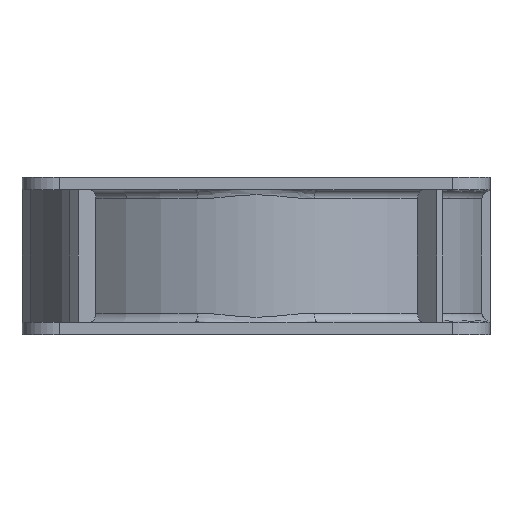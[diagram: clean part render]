
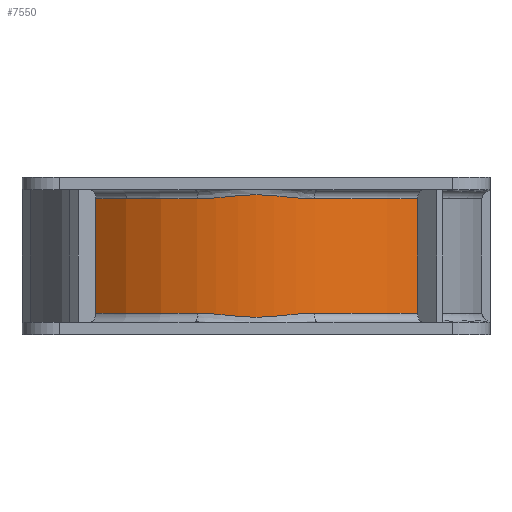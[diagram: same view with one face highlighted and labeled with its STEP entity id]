
A CAD part, left-side view. The second image highlights one B-rep face of the part: STEP entity #7550.
In plain terms, the highlighted cylindrical face has radius 74.5 mm (diameter 149 mm), a partial arc.
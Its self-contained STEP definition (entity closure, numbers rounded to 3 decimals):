
#2307=CARTESIAN_POINT('',(0.,0.,39.6));
#2308=DIRECTION('',(0.,0.,1.));
#2309=DIRECTION('',(-0.725,0.689,0.));
#2310=AXIS2_PLACEMENT_3D('',#2307,#2308,#2309);
#2322=DIRECTION('',(0.,0.,-1.));
#2323=VECTOR('',#2322,36.6);
#2324=CARTESIAN_POINT('',(-54.005,51.32,39.6));
#2325=LINE('',#2324,#2323);
#2326=CARTESIAN_POINT('',(-74.5,0.001,
40.942));
#2327=CARTESIAN_POINT('',(-74.5,0.678,
40.942));
#2328=CARTESIAN_POINT('',(-74.481,1.963,40.912));
#2329=CARTESIAN_POINT('',(-74.418,3.602,40.819));
#2330=CARTESIAN_POINT('',(-74.324,5.208,40.691));
#2331=CARTESIAN_POINT('',(-74.171,7.085,40.51));
#2332=CARTESIAN_POINT('',(-73.943,9.19,40.285));
#2333=CARTESIAN_POINT('',(-73.62,11.49,40.041));
#2334=CARTESIAN_POINT('',(-73.255,13.614,39.842));
#2335=CARTESIAN_POINT('',(-72.881,15.484,39.703));
#2336=CARTESIAN_POINT('',(-72.496,17.191,39.619));
#2337=CARTESIAN_POINT('',(-72.23,18.257,39.6));
#2338=CARTESIAN_POINT('',(-72.097,18.77,39.6));
#2340=CARTESIAN_POINT('',(-72.097,-18.77,
39.6));
#2341=CARTESIAN_POINT('',(-72.229,-18.261,
39.6));
#2342=CARTESIAN_POINT('',(-72.494,-17.198,
39.619));
#2343=CARTESIAN_POINT('',(-72.878,-15.496,
39.703));
#2344=CARTESIAN_POINT('',(-73.257,-13.601,
39.843));
#2345=CARTESIAN_POINT('',(-73.622,-11.477,
40.042));
#2346=CARTESIAN_POINT('',(-73.944,-9.184,
40.285));
#2347=CARTESIAN_POINT('',(-74.179,-7.009,
40.518));
#2348=CARTESIAN_POINT('',(-74.332,-5.098,
40.701));
#2349=CARTESIAN_POINT('',(-74.426,-3.456,
40.829));
#2350=CARTESIAN_POINT('',(-74.485,-1.781,
40.918));
#2351=CARTESIAN_POINT('',(-74.5,-0.601,
40.942));
#2352=CARTESIAN_POINT('',(-74.5,0.001,
40.942));
#2354=DIRECTION('',(0.,0.,1.));
#2355=VECTOR('',#2354,36.6);
#2356=CARTESIAN_POINT('',(-53.591,-51.752,3.));
#2357=LINE('',#2356,#2355);
#2358=CARTESIAN_POINT('',(-74.5,0.,
1.658));
#2359=CARTESIAN_POINT('',(-74.5,-0.681,
1.662));
#2360=CARTESIAN_POINT('',(-74.481,-1.977,
1.687));
#2361=CARTESIAN_POINT('',(-74.415,-3.669,
1.786));
#2362=CARTESIAN_POINT('',(-74.32,-5.262,
1.914));
#2363=CARTESIAN_POINT('',(-74.169,-7.108,
2.093));
#2364=CARTESIAN_POINT('',(-73.941,-9.2,
2.316));
#2365=CARTESIAN_POINT('',(-73.616,-11.519,
2.562));
#2366=CARTESIAN_POINT('',(-73.257,-13.604,
2.757));
#2367=CARTESIAN_POINT('',(-72.878,-15.495,
2.897));
#2368=CARTESIAN_POINT('',(-72.495,-17.195,
2.981));
#2369=CARTESIAN_POINT('',(-72.23,-18.259,
3.));
#2370=CARTESIAN_POINT('',(-72.097,-18.77,
3.));
#2372=CARTESIAN_POINT('',(-72.097,18.77,3.));
#2373=CARTESIAN_POINT('',(-72.228,18.266,3.));
#2374=CARTESIAN_POINT('',(-72.491,17.211,2.981));
#2375=CARTESIAN_POINT('',(-72.88,15.486,2.897));
#2376=CARTESIAN_POINT('',(-73.255,13.613,2.758));
#2377=CARTESIAN_POINT('',(-73.618,11.509,2.561));
#2378=CARTESIAN_POINT('',(-73.955,9.093,2.305));
#2379=CARTESIAN_POINT('',(-74.173,7.057,2.087));
#2380=CARTESIAN_POINT('',(-74.322,5.242,1.912));
#2381=CARTESIAN_POINT('',(-74.414,3.682,1.787));
#2382=CARTESIAN_POINT('',(-74.481,1.987,1.687));
#2383=CARTESIAN_POINT('',(-74.5,0.686,
1.662));
#2384=CARTESIAN_POINT('',(-74.5,0.,
1.658));
#2409=CARTESIAN_POINT('',(-53.591,-51.752,39.6));
#2411=CARTESIAN_POINT('',(0.,0.,39.6));
#2412=DIRECTION('',(0.,0.,1.));
#2413=DIRECTION('',(-0.968,-0.252,0.));
#2414=AXIS2_PLACEMENT_3D('',#2411,#2412,#2413);
#2820=CARTESIAN_POINT('',(0.,0.,3.));
#2821=DIRECTION('',(0.,0.,-1.));
#2822=DIRECTION('',(-0.968,0.252,0.));
#2823=AXIS2_PLACEMENT_3D('',#2820,#2821,#2822);
#2825=CARTESIAN_POINT('',(-53.591,-51.752,3.));
#2845=CARTESIAN_POINT('',(0.,0.,3.));
#2846=DIRECTION('',(0.,0.,-1.));
#2847=DIRECTION('',(-0.719,-0.695,0.));
#2848=AXIS2_PLACEMENT_3D('',#2845,#2846,#2847);
#4795=CARTESIAN_POINT('',(-72.097,18.77,39.6));
#4797=VERTEX_POINT('',#4795);
#4799=CARTESIAN_POINT('',(-72.097,-18.77,39.6));
#4801=VERTEX_POINT('',#4799);
#4803=VERTEX_POINT('',#2409);
#4804=VERTEX_POINT('',#2825);
#4806=CARTESIAN_POINT('',(-72.097,18.77,3.));
#4807=CARTESIAN_POINT('',(-54.005,51.32,3.));
#4808=VERTEX_POINT('',#4806);
#4809=VERTEX_POINT('',#4807);
#4810=VERTEX_POINT('',#2326);
#4811=CARTESIAN_POINT('',(-54.005,51.32,39.6));
#4812=VERTEX_POINT('',#4811);
#4813=VERTEX_POINT('',#2358);
#4814=VERTEX_POINT('',#2370);
#7525=CARTESIAN_POINT('',(0.,0.,42.6));
#7526=DIRECTION('',(0.,0.,-1.));
#7527=DIRECTION('',(-1.,0.,0.));
#7528=AXIS2_PLACEMENT_3D('',#7525,#7526,#7527);
#7529=CYLINDRICAL_SURFACE('',#7528,74.5);
#7530=ORIENTED_EDGE('',*,*,#7518,.F.);
#7531=ORIENTED_EDGE('',*,*,#7506,.T.);
#7533=ORIENTED_EDGE('',*,*,#7532,.F.);
#7535=ORIENTED_EDGE('',*,*,#7534,.F.);
#7537=ORIENTED_EDGE('',*,*,#7536,.T.);
#7539=ORIENTED_EDGE('',*,*,#7538,.F.);
#7541=ORIENTED_EDGE('',*,*,#7540,.T.);
#7543=ORIENTED_EDGE('',*,*,#7542,.F.);
#7545=ORIENTED_EDGE('',*,*,#7544,.F.);
#7547=ORIENTED_EDGE('',*,*,#7546,.T.);
#7548=EDGE_LOOP('',(#7530,#7531,#7533,#7535,#7537,#7539,#7541,#7543,#7545,
#7547));
#7549=FACE_OUTER_BOUND('',#7548,.F.);
#7550=ADVANCED_FACE('',(#7549),#7529,.T.);
#2311=CIRCLE('',#2310,74.5);
#2339=B_SPLINE_CURVE_WITH_KNOTS('',3,(#2326,#2327,#2328,#2329,#2330,#2331,#2332,
#2333,#2334,#2335,#2336,#2337,#2338),.UNSPECIFIED.,.F.,.F.,(4,1,1,1,1,1,1,1,1,1,
4),(0.,0.1,0.2,0.3,0.4,0.5,0.6,0.7,0.8,0.9,1.),
.UNSPECIFIED.);
#2353=B_SPLINE_CURVE_WITH_KNOTS('',3,(#2340,#2341,#2342,#2343,#2344,#2345,#2346,
#2347,#2348,#2349,#2350,#2351,#2352),.UNSPECIFIED.,.F.,.F.,(4,1,1,1,1,1,1,1,1,1,
4),(0.,0.1,0.2,0.3,0.4,0.5,0.6,0.7,0.8,0.9,1.),
.UNSPECIFIED.);
#2371=B_SPLINE_CURVE_WITH_KNOTS('',3,(#2358,#2359,#2360,#2361,#2362,#2363,#2364,
#2365,#2366,#2367,#2368,#2369,#2370),.UNSPECIFIED.,.F.,.F.,(4,1,1,1,1,1,1,1,1,1,
4),(0.,0.1,0.2,0.3,0.4,0.5,0.6,0.7,0.8,0.9,1.),
.UNSPECIFIED.);
#2385=B_SPLINE_CURVE_WITH_KNOTS('',3,(#2372,#2373,#2374,#2375,#2376,#2377,#2378,
#2379,#2380,#2381,#2382,#2383,#2384),.UNSPECIFIED.,.F.,.F.,(4,1,1,1,1,1,1,1,1,1,
4),(0.,0.1,0.2,0.3,0.4,0.5,0.6,0.7,0.8,0.9,1.),
.UNSPECIFIED.);
#2415=CIRCLE('',#2414,74.5);
#2824=CIRCLE('',#2823,74.5);
#2849=CIRCLE('',#2848,74.5);
#7506=EDGE_CURVE('',#4812,#4797,#2311,.T.);
#7518=EDGE_CURVE('',#4812,#4809,#2325,.T.);
#7532=EDGE_CURVE('',#4810,#4797,#2339,.T.);
#7534=EDGE_CURVE('',#4801,#4810,#2353,.T.);
#7536=EDGE_CURVE('',#4801,#4803,#2415,.T.);
#7538=EDGE_CURVE('',#4804,#4803,#2357,.T.);
#7540=EDGE_CURVE('',#4804,#4814,#2849,.T.);
#7542=EDGE_CURVE('',#4813,#4814,#2371,.T.);
#7544=EDGE_CURVE('',#4808,#4813,#2385,.T.);
#7546=EDGE_CURVE('',#4808,#4809,#2824,.T.);
